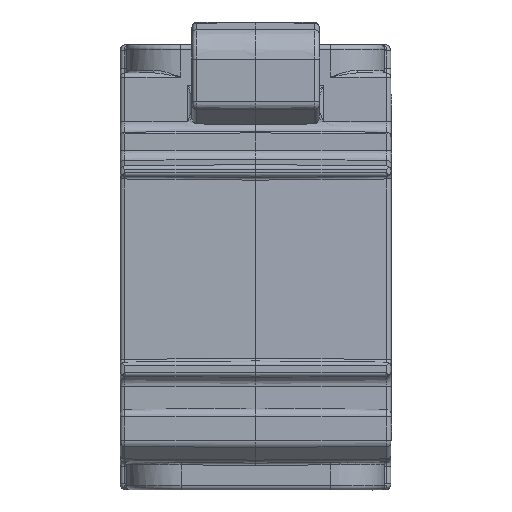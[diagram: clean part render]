
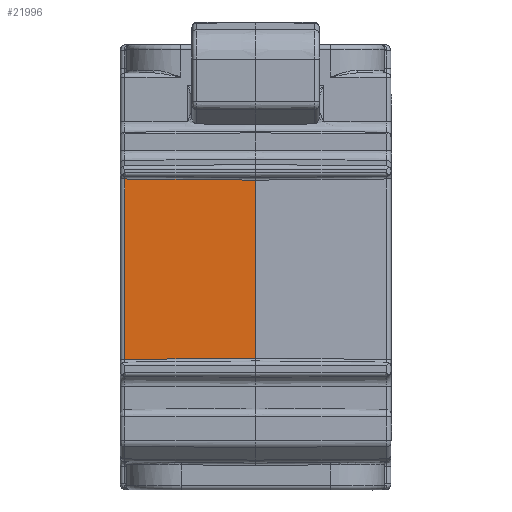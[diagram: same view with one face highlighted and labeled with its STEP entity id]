
A CAD part, front view. The second image highlights one B-rep face of the part: STEP entity #21996.
In plain terms, the highlighted planar face has unit normal (-0.009, -1, 0).
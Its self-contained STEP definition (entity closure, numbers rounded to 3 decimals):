
#3796=DIRECTION('',(0.,0.,1.));
#3797=VECTOR('',#3796,19.6);
#3798=CARTESIAN_POINT('',(0.,-8.5,-10.));
#3799=LINE('',#3798,#3797);
#3911=CARTESIAN_POINT('',(-14.404,-8.374,
-10.126));
#3922=DIRECTION('',(0.,0.,1.));
#3923=VECTOR('',#3922,19.851);
#3924=CARTESIAN_POINT('',(-14.404,-8.374,
-10.126));
#3925=LINE('',#3924,#3923);
#4264=DIRECTION('',(-1.,0.009,-0.009));
#4265=VECTOR('',#4264,14.405);
#4266=CARTESIAN_POINT('',(0.,-8.5,-10.));
#4267=LINE('',#4266,#4265);
#12362=DIRECTION('',(1.,-0.009,-0.009));
#12363=VECTOR('',#12362,14.405);
#12364=CARTESIAN_POINT('',(-14.404,-8.374,
9.726));
#12365=LINE('',#12364,#12363);
#12827=CARTESIAN_POINT('',(0.,-8.5,-10.));
#12828=CARTESIAN_POINT('',(0.,-8.5,9.6));
#12829=VERTEX_POINT('',#12827);
#12830=VERTEX_POINT('',#12828);
#13622=VERTEX_POINT('',#3911);
#13625=CARTESIAN_POINT('',(-14.404,-8.374,
9.726));
#13626=VERTEX_POINT('',#13625);
#21981=CARTESIAN_POINT('',(0.,-8.5,-19.394));
#21982=DIRECTION('',(0.009,1.,0.));
#21983=DIRECTION('',(0.,0.,1.));
#21984=AXIS2_PLACEMENT_3D('',#21981,#21982,#21983);
#21985=PLANE('',#21984);
#21987=ORIENTED_EDGE('',*,*,#21986,.T.);
#21989=ORIENTED_EDGE('',*,*,#21988,.T.);
#21991=ORIENTED_EDGE('',*,*,#21990,.F.);
#21993=ORIENTED_EDGE('',*,*,#21992,.T.);
#21994=EDGE_LOOP('',(#21987,#21989,#21991,#21993));
#21995=FACE_OUTER_BOUND('',#21994,.F.);
#21996=ADVANCED_FACE('',(#21995),#21985,.F.);
#21986=EDGE_CURVE('',#13622,#13626,#3925,.T.);
#21988=EDGE_CURVE('',#13626,#12830,#12365,.T.);
#21990=EDGE_CURVE('',#12829,#12830,#3799,.T.);
#21992=EDGE_CURVE('',#12829,#13622,#4267,.T.);
